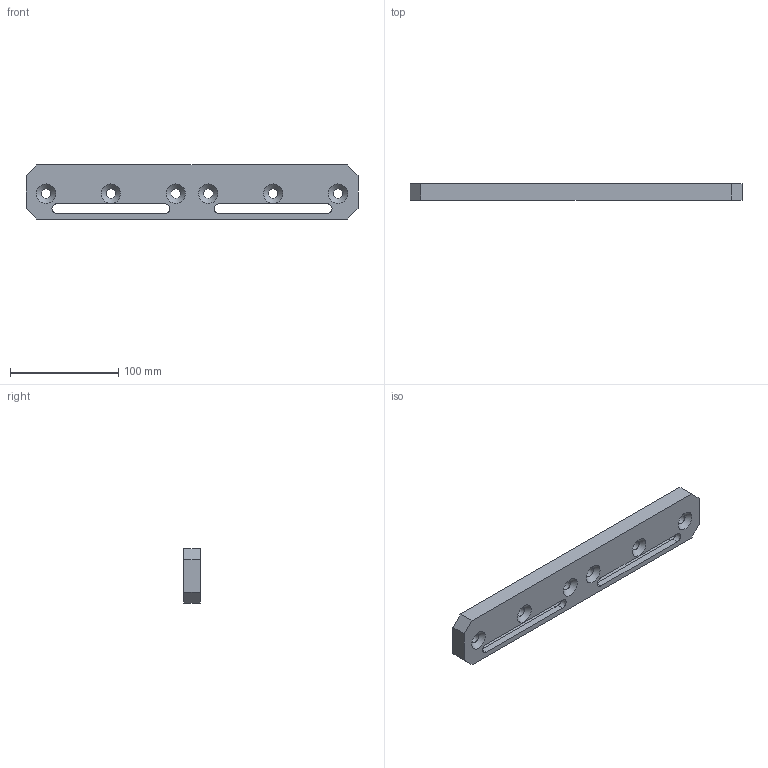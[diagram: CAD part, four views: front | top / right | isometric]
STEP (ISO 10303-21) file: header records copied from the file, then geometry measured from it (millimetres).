
FILE_DESCRIPTION((''),'2;1');
FILE_NAME('SV3205N.ipt.step','2007-09-10T15:15:12',(''),(''),'Autodesk Inventor 11','Autodesk Inventor 11','');
FILE_SCHEMA(('AUTOMOTIVE_DESIGN { 1 0 10303 214 1 1 1 1 }'));
Length unit declared in the file: millimetre
Products named in the file (1): SV3205N
Bounding box: 307 x 15 x 50 mm (x, y, z)
Volume: 177547.5 mm3; surface area: 45484.6 mm2
Topology: 1 solids, 1 shells, 40 faces, 108 edges, 72 vertices
Faces by surface type: plane 20, bspline 12, cylinder 8
Entity records: 1363 total; most frequent: CARTESIAN_POINT 401, DIRECTION 182, ORIENTED_EDGE 180, EDGE_CURVE 90, EDGE_LOOP 70, VERTEX_POINT 66, AXIS2_PLACEMENT_3D 63, VECTOR 56
